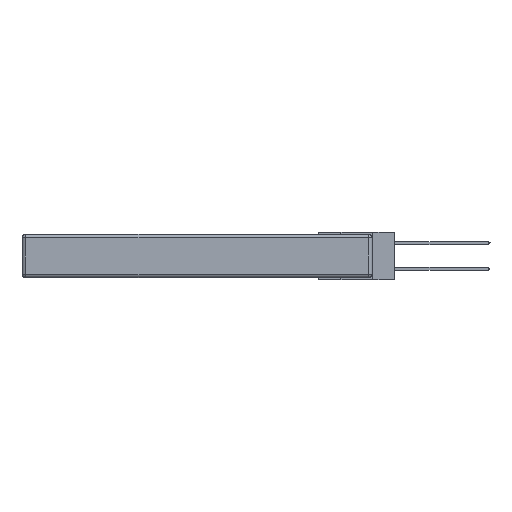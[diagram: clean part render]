
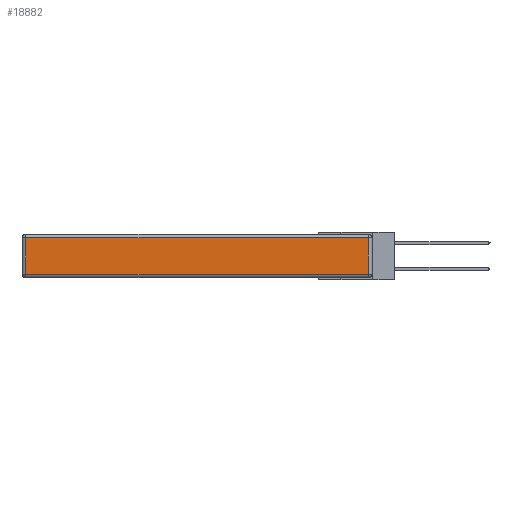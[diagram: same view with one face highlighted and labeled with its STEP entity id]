
A CAD part, left-side view. The second image highlights one B-rep face of the part: STEP entity #18882.
In plain terms, the highlighted planar face has unit normal (-1, 0, 0).
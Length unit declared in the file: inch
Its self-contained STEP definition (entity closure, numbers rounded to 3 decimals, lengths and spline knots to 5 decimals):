
#614 = LINE ( 'NONE', #11430, #21379 ) ;
#1972 = VERTEX_POINT ( 'NONE', #11397 ) ;
#2151 = DIRECTION ( 'NONE',  ( 0., -1., 0. ) ) ;
#4107 = VERTEX_POINT ( 'NONE', #18856 ) ;
#4865 = DIRECTION ( 'NONE',  ( 0., 1., 0. ) ) ;
#5060 = EDGE_CURVE ( 'NONE', #1972, #4107, #614, .T. ) ;
#5332 = LINE ( 'NONE', #11482, #18535 ) ;
#5596 = CARTESIAN_POINT ( 'NONE',  ( 0., 0., -0.313 ) ) ;
#5598 = PLANE ( 'NONE',  #17666 ) ;
#6653 = EDGE_CURVE ( 'NONE', #19885, #10116, #5332, .T. ) ;
#10116 = VERTEX_POINT ( 'NONE', #18102 ) ;
#10327 = CARTESIAN_POINT ( 'NONE',  ( 0., 2.75, -0.03 ) ) ;
#11276 = VECTOR ( 'NONE', #4865, 39.37008 ) ;
#11397 = CARTESIAN_POINT ( 'NONE',  ( 0., 0.03, -0.313 ) ) ;
#11430 = CARTESIAN_POINT ( 'NONE',  ( 0., 0.03, -0.343 ) ) ;
#11482 = CARTESIAN_POINT ( 'NONE',  ( 0., 2.72, -0.343 ) ) ;
#12564 = DIRECTION ( 'NONE',  ( 0., 0., 1. ) ) ;
#14996 = DIRECTION ( 'NONE',  ( 0., 0., 1. ) ) ;
#15014 = ORIENTED_EDGE ( 'NONE', *, *, #21937, .T. ) ;
#15289 = DIRECTION ( 'NONE',  ( 0., 0., -1. ) ) ;
#15749 = ORIENTED_EDGE ( 'NONE', *, *, #6653, .T. ) ;
#15936 = VECTOR ( 'NONE', #2151, 39.37008 ) ;
#16261 = DIRECTION ( 'NONE',  ( -1., 0., 0. ) ) ;
#16730 = ORIENTED_EDGE ( 'NONE', *, *, #20559, .T. ) ;
#17666 = AXIS2_PLACEMENT_3D ( 'NONE', #19570, #16261, #12564 ) ;
#18102 = CARTESIAN_POINT ( 'NONE',  ( 0., 2.72, -0.313 ) ) ;
#18535 = VECTOR ( 'NONE', #15289, 39.37008 ) ;
#18856 = CARTESIAN_POINT ( 'NONE',  ( 0., 0.03, -0.03 ) ) ;
#18882 = ADVANCED_FACE ( 'NONE', ( #22407 ), #5598, .T. ) ;
#19570 = CARTESIAN_POINT ( 'NONE',  ( 0., 0., -0.343 ) ) ;
#19885 = VERTEX_POINT ( 'NONE', #21278 ) ;
#20438 = EDGE_LOOP ( 'NONE', ( #16730, #22841, #15014, #15749 ) ) ;
#20559 = EDGE_CURVE ( 'NONE', #10116, #1972, #21823, .T. ) ;
#21278 = CARTESIAN_POINT ( 'NONE',  ( 0., 2.72, -0.03 ) ) ;
#21379 = VECTOR ( 'NONE', #14996, 39.37008 ) ;
#21823 = LINE ( 'NONE', #5596, #15936 ) ;
#21937 = EDGE_CURVE ( 'NONE', #4107, #19885, #22504, .T. ) ;
#22407 = FACE_OUTER_BOUND ( 'NONE', #20438, .T. ) ;
#22504 = LINE ( 'NONE', #10327, #11276 ) ;
#22841 = ORIENTED_EDGE ( 'NONE', *, *, #5060, .T. ) ;
